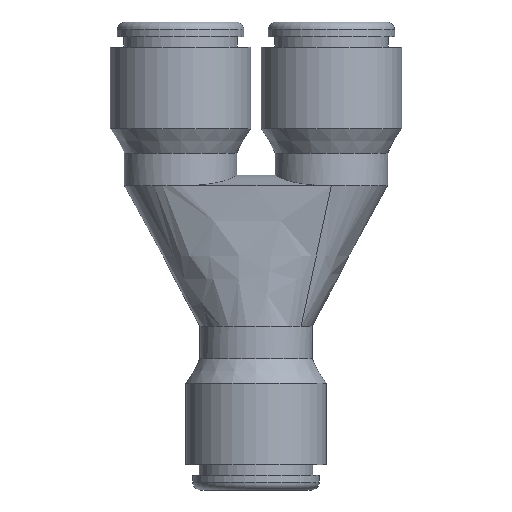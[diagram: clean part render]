
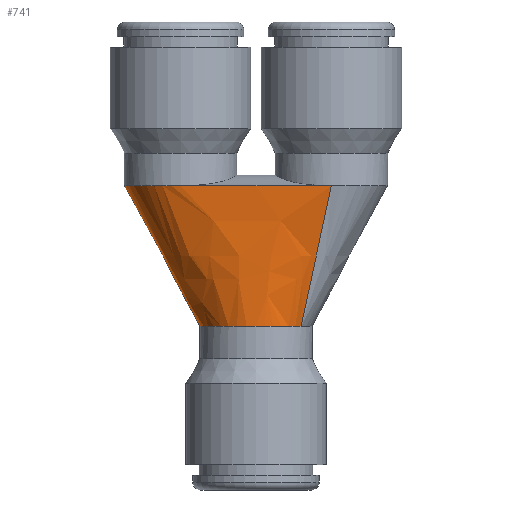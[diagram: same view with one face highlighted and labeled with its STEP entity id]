
A CAD part, left-side view. The second image highlights one B-rep face of the part: STEP entity #741.
In plain terms, the highlighted free-form (B-spline) face has degree [3, 1] with [38, 2] control points.
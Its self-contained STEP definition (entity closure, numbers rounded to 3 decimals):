
#45=B_SPLINE_SURFACE_WITH_KNOTS('',3,1,((#1939,#1940),(#1941,#1942),(#1943,
#1944),(#1945,#1946),(#1947,#1948),(#1949,#1950),(#1951,#1952),(#1953,#1954),
(#1955,#1956),(#1957,#1958),(#1959,#1960),(#1961,#1962),(#1963,#1964),(#1965,
#1966),(#1967,#1968),(#1969,#1970),(#1971,#1972),(#1973,#1974),(#1975,#1976),
(#1977,#1978),(#1979,#1980),(#1981,#1982),(#1983,#1984),(#1985,#1986),(#1987,
#1988),(#1989,#1990),(#1991,#1992),(#1993,#1994),(#1995,#1996),(#1997,#1998),
(#1999,#2000),(#2001,#2002),(#2003,#2004),(#2005,#2006),(#2007,#2008),(#2009,
#2010),(#2011,#2012),(#2013,#2014)),.UNSPECIFIED.,.T.,.F.,.F.,(4,1,1,1,
1,1,1,1,2,1,1,1,1,1,1,1,2,1,1,1,1,1,1,1,2,1,1,1,1,1,1,1,4),(2,2),(0.,0.033,
0.066,0.099,0.132,0.165,
0.197,0.23,0.263,0.293,
0.322,0.352,0.382,0.411,
0.441,0.47,0.5,0.533,0.566,
0.599,0.632,0.665,0.697,
0.73,0.763,0.793,0.822,
0.852,0.882,0.911,0.941,
0.97,1.),(0.,1.),
 .UNSPECIFIED.);
#48=B_SPLINE_CURVE_WITH_KNOTS('',3,(#1318,#1319,#1320,#1321,#1322,#1323),
 .UNSPECIFIED.,.F.,.F.,(4,2,4),(-0.116,-0.058,
0.),.UNSPECIFIED.);
#94=FACE_OUTER_BOUND('',#141,.T.);
#141=EDGE_LOOP('',(#643,#644,#645,#646,#647,#648,#649,#650,#651));
#199=LINE('',#1534,#236);
#200=LINE('',#1535,#237);
#204=LINE('',#2016,#241);
#205=LINE('',#2017,#242);
#236=VECTOR('',#1085,10.);
#237=VECTOR('',#1086,10.);
#241=VECTOR('',#1092,1000.);
#242=VECTOR('',#1093,1000.);
#263=CIRCLE('',#799,5.4);
#264=CIRCLE('',#800,5.4);
#301=CIRCLE('',#855,5.4);
#302=CIRCLE('',#856,5.4);
#323=VERTEX_POINT('',#1174);
#325=VERTEX_POINT('',#1177);
#326=VERTEX_POINT('',#1180);
#362=VERTEX_POINT('',#1313);
#363=VERTEX_POINT('',#1315);
#364=VERTEX_POINT('',#1317);
#365=VERTEX_POINT('',#1324);
#367=VERTEX_POINT('',#1329);
#373=VERTEX_POINT('',#2015);
#400=EDGE_CURVE('',#325,#323,#263,.T.);
#402=EDGE_CURVE('',#326,#325,#264,.T.);
#457=EDGE_CURVE('',#362,#363,#301,.T.);
#458=EDGE_CURVE('',#363,#364,#48,.T.);
#459=EDGE_CURVE('',#364,#365,#302,.T.);
#471=EDGE_CURVE('',#367,#323,#199,.T.);
#472=EDGE_CURVE('',#362,#326,#200,.T.);
#478=EDGE_CURVE('',#367,#373,#204,.T.);
#479=EDGE_CURVE('',#373,#365,#205,.T.);
#643=ORIENTED_EDGE('',*,*,#471,.F.);
#644=ORIENTED_EDGE('',*,*,#478,.T.);
#645=ORIENTED_EDGE('',*,*,#479,.T.);
#646=ORIENTED_EDGE('',*,*,#459,.F.);
#647=ORIENTED_EDGE('',*,*,#458,.F.);
#648=ORIENTED_EDGE('',*,*,#457,.F.);
#649=ORIENTED_EDGE('',*,*,#472,.T.);
#650=ORIENTED_EDGE('',*,*,#402,.T.);
#651=ORIENTED_EDGE('',*,*,#400,.T.);
#741=ADVANCED_FACE('',(#94),#45,.T.);
#799=AXIS2_PLACEMENT_3D('',#1178,#939,#940);
#800=AXIS2_PLACEMENT_3D('',#1181,#942,#943);
#855=AXIS2_PLACEMENT_3D('',#1316,#1069,#1070);
#856=AXIS2_PLACEMENT_3D('',#1325,#1071,#1072);
#939=DIRECTION('center_axis',(0.,0.,1.));
#940=DIRECTION('ref_axis',(1.,0.,0.));
#942=DIRECTION('center_axis',(0.,0.,1.));
#943=DIRECTION('ref_axis',(1.,0.,0.));
#1069=DIRECTION('center_axis',(0.,0.,1.));
#1070=DIRECTION('ref_axis',(1.,0.,0.));
#1071=DIRECTION('center_axis',(0.,0.,1.));
#1072=DIRECTION('ref_axis',(1.,0.,0.));
#1085=DIRECTION('',(0.156,0.209,-0.966));
#1086=DIRECTION('',(-0.156,-0.209,-0.966));
#1092=DIRECTION('',(0.,1.,0.));
#1093=DIRECTION('',(0.,1.,0.));
#1174=CARTESIAN_POINT('',(-3.226,-4.331,-6.75));
#1177=CARTESIAN_POINT('',(-5.4,0.,-6.75));
#1178=CARTESIAN_POINT('Origin',(0.,0.,-6.75));
#1180=CARTESIAN_POINT('',(3.226,4.331,-6.75));
#1181=CARTESIAN_POINT('Origin',(0.,0.,-6.75));
#1313=CARTESIAN_POINT('',(5.4,7.25,6.75));
#1315=CARTESIAN_POINT('',(0.578,12.619,6.75));
#1316=CARTESIAN_POINT('Origin',(0.,7.25,6.75));
#1317=CARTESIAN_POINT('',(-0.578,12.619,6.75));
#1318=CARTESIAN_POINT('Ctrl Pts',(0.578,12.619,6.75));
#1319=CARTESIAN_POINT('Ctrl Pts',(0.386,12.64,6.75));
#1320=CARTESIAN_POINT('Ctrl Pts',(0.193,12.65,6.749));
#1321=CARTESIAN_POINT('Ctrl Pts',(-0.193,12.65,6.749));
#1322=CARTESIAN_POINT('Ctrl Pts',(-0.386,12.64,6.75));
#1323=CARTESIAN_POINT('Ctrl Pts',(-0.578,12.619,6.75));
#1324=CARTESIAN_POINT('',(-5.4,7.25,6.75));
#1325=CARTESIAN_POINT('Origin',(0.,7.25,6.75));
#1329=CARTESIAN_POINT('',(-5.4,-7.25,6.75));
#1534=CARTESIAN_POINT('',(-5.4,-7.25,6.75));
#1535=CARTESIAN_POINT('',(5.4,7.25,6.75));
#1939=CARTESIAN_POINT('Ctrl Pts',(5.4,7.25,6.75));
#1940=CARTESIAN_POINT('Ctrl Pts',(3.226,4.331,-6.75));
#1941=CARTESIAN_POINT('Ctrl Pts',(5.4,6.56,6.75));
#1942=CARTESIAN_POINT('Ctrl Pts',(3.524,4.108,-6.75));
#1943=CARTESIAN_POINT('Ctrl Pts',(5.4,5.255,6.75));
#1944=CARTESIAN_POINT('Ctrl Pts',(4.098,3.585,-6.75));
#1945=CARTESIAN_POINT('Ctrl Pts',(5.4,3.447,6.75));
#1946=CARTESIAN_POINT('Ctrl Pts',(4.81,2.562,-6.75));
#1947=CARTESIAN_POINT('Ctrl Pts',(5.4,1.707,6.75));
#1948=CARTESIAN_POINT('Ctrl Pts',(5.288,1.34,-6.75));
#1949=CARTESIAN_POINT('Ctrl Pts',(5.4,0.,
6.75));
#1950=CARTESIAN_POINT('Ctrl Pts',(5.456,0.,
-6.75));
#1951=CARTESIAN_POINT('Ctrl Pts',(5.4,-1.707,6.75));
#1952=CARTESIAN_POINT('Ctrl Pts',(5.288,-1.34,-6.75));
#1953=CARTESIAN_POINT('Ctrl Pts',(5.4,-3.447,6.75));
#1954=CARTESIAN_POINT('Ctrl Pts',(4.81,-2.562,-6.75));
#1955=CARTESIAN_POINT('Ctrl Pts',(5.4,-5.255,6.75));
#1956=CARTESIAN_POINT('Ctrl Pts',(4.098,-3.585,-6.75));
#1957=CARTESIAN_POINT('Ctrl Pts',(5.4,-6.56,6.75));
#1958=CARTESIAN_POINT('Ctrl Pts',(3.524,-4.108,-6.75));
#1959=CARTESIAN_POINT('Ctrl Pts',(5.4,-7.871,6.75));
#1960=CARTESIAN_POINT('Ctrl Pts',(2.957,-4.531,-6.75));
#1961=CARTESIAN_POINT('Ctrl Pts',(5.184,-9.165,6.75));
#1962=CARTESIAN_POINT('Ctrl Pts',(2.421,-4.854,-6.75));
#1963=CARTESIAN_POINT('Ctrl Pts',(4.096,-10.988,6.75));
#1964=CARTESIAN_POINT('Ctrl Pts',(1.615,-5.175,-6.75));
#1965=CARTESIAN_POINT('Ctrl Pts',(2.278,-12.321,6.75));
#1966=CARTESIAN_POINT('Ctrl Pts',(0.808,-5.36,-6.75));
#1967=CARTESIAN_POINT('Ctrl Pts',(0.,-12.815,
6.75));
#1968=CARTESIAN_POINT('Ctrl Pts',(0.,-5.419,
-6.75));
#1969=CARTESIAN_POINT('Ctrl Pts',(-2.278,-12.321,6.75));
#1970=CARTESIAN_POINT('Ctrl Pts',(-0.808,-5.36,
-6.75));
#1971=CARTESIAN_POINT('Ctrl Pts',(-4.096,-10.988,6.75));
#1972=CARTESIAN_POINT('Ctrl Pts',(-1.615,-5.175,-6.75));
#1973=CARTESIAN_POINT('Ctrl Pts',(-5.184,-9.165,6.75));
#1974=CARTESIAN_POINT('Ctrl Pts',(-2.421,-4.854,-6.75));
#1975=CARTESIAN_POINT('Ctrl Pts',(-5.4,-7.871,6.75));
#1976=CARTESIAN_POINT('Ctrl Pts',(-2.957,-4.531,-6.75));
#1977=CARTESIAN_POINT('Ctrl Pts',(-5.4,-6.56,6.75));
#1978=CARTESIAN_POINT('Ctrl Pts',(-3.524,-4.108,-6.75));
#1979=CARTESIAN_POINT('Ctrl Pts',(-5.4,-5.255,6.75));
#1980=CARTESIAN_POINT('Ctrl Pts',(-4.098,-3.585,-6.75));
#1981=CARTESIAN_POINT('Ctrl Pts',(-5.4,-3.447,6.75));
#1982=CARTESIAN_POINT('Ctrl Pts',(-4.81,-2.562,-6.75));
#1983=CARTESIAN_POINT('Ctrl Pts',(-5.4,-1.707,6.75));
#1984=CARTESIAN_POINT('Ctrl Pts',(-5.288,-1.34,-6.75));
#1985=CARTESIAN_POINT('Ctrl Pts',(-5.4,0.,
6.75));
#1986=CARTESIAN_POINT('Ctrl Pts',(-5.456,0.,
-6.75));
#1987=CARTESIAN_POINT('Ctrl Pts',(-5.4,1.707,6.75));
#1988=CARTESIAN_POINT('Ctrl Pts',(-5.288,1.34,-6.75));
#1989=CARTESIAN_POINT('Ctrl Pts',(-5.4,3.447,6.75));
#1990=CARTESIAN_POINT('Ctrl Pts',(-4.81,2.562,-6.75));
#1991=CARTESIAN_POINT('Ctrl Pts',(-5.4,5.255,6.75));
#1992=CARTESIAN_POINT('Ctrl Pts',(-4.098,3.585,-6.75));
#1993=CARTESIAN_POINT('Ctrl Pts',(-5.4,6.56,6.75));
#1994=CARTESIAN_POINT('Ctrl Pts',(-3.524,4.108,-6.75));
#1995=CARTESIAN_POINT('Ctrl Pts',(-5.4,7.871,6.75));
#1996=CARTESIAN_POINT('Ctrl Pts',(-2.957,4.531,-6.75));
#1997=CARTESIAN_POINT('Ctrl Pts',(-5.184,9.165,6.75));
#1998=CARTESIAN_POINT('Ctrl Pts',(-2.421,4.854,-6.75));
#1999=CARTESIAN_POINT('Ctrl Pts',(-4.096,10.988,6.75));
#2000=CARTESIAN_POINT('Ctrl Pts',(-1.615,5.175,-6.75));
#2001=CARTESIAN_POINT('Ctrl Pts',(-2.278,12.321,6.75));
#2002=CARTESIAN_POINT('Ctrl Pts',(-0.808,5.36,-6.75));
#2003=CARTESIAN_POINT('Ctrl Pts',(0.,12.815,
6.75));
#2004=CARTESIAN_POINT('Ctrl Pts',(0.,5.419,
-6.75));
#2005=CARTESIAN_POINT('Ctrl Pts',(2.278,12.321,6.75));
#2006=CARTESIAN_POINT('Ctrl Pts',(0.808,5.36,-6.75));
#2007=CARTESIAN_POINT('Ctrl Pts',(4.096,10.988,6.75));
#2008=CARTESIAN_POINT('Ctrl Pts',(1.615,5.175,-6.75));
#2009=CARTESIAN_POINT('Ctrl Pts',(5.184,9.165,6.75));
#2010=CARTESIAN_POINT('Ctrl Pts',(2.421,4.854,-6.75));
#2011=CARTESIAN_POINT('Ctrl Pts',(5.4,7.871,6.75));
#2012=CARTESIAN_POINT('Ctrl Pts',(2.957,4.531,-6.75));
#2013=CARTESIAN_POINT('Ctrl Pts',(5.4,7.25,6.75));
#2014=CARTESIAN_POINT('Ctrl Pts',(3.226,4.331,-6.75));
#2015=CARTESIAN_POINT('',(-5.4,0.,6.75));
#2016=CARTESIAN_POINT('',(-5.4,7.25,6.75));
#2017=CARTESIAN_POINT('',(-5.4,7.25,6.75));
